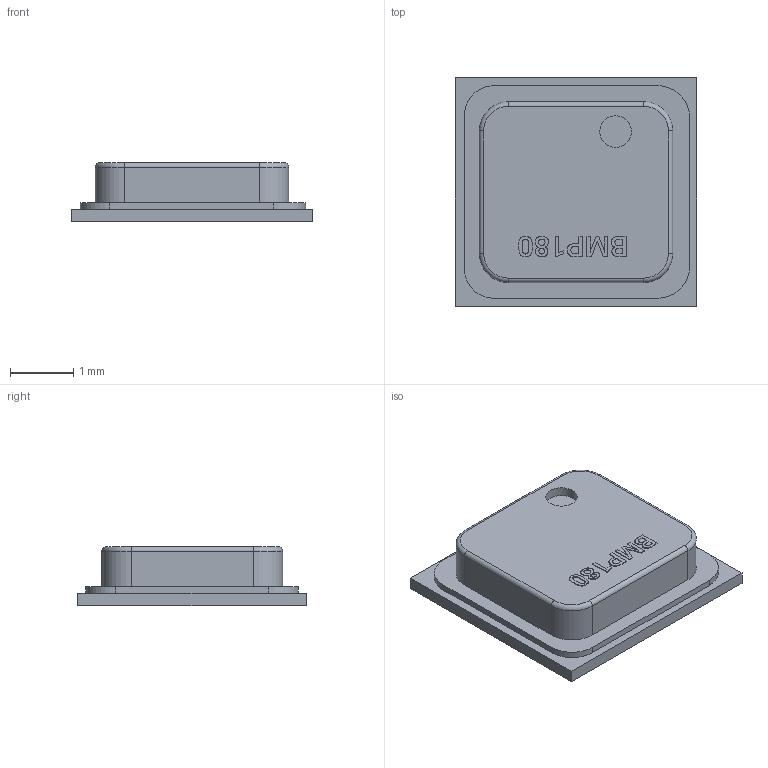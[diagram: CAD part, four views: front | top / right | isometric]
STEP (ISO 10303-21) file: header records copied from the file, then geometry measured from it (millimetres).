
FILE_DESCRIPTION(('FreeCAD Model'),'2;1');
FILE_NAME('BMP180.step', '2017-09-21T19:20:38',('kicad StepUp'),('ksu MCAD'), 'Open CASCADE STEP processor 6.9','FreeCAD','Unknown');
FILE_SCHEMA(('AUTOMOTIVE_DESIGN_CC2 { 1 2 10303 214 -1 1 5 4 }'));
Length unit declared in the file: millimetre
Products named in the file (2): ASSEMBLY; BMP180
Assembly tree (1 placements, depth 2):
  ASSEMBLY
    BMP180
Bounding box: 3.8 x 3.6 x 0.94 mm (x, y, z)
Volume: 9.2 mm3; surface area: 38.6 mm2
Topology: 1 solids, 1 shells, 162 faces, 437 edges, 294 vertices
Faces by surface type: plane 74, extrusion 71, cylinder 13, torus 4
Full cylindrical faces by diameter (mm): 0.5 x1
Entity records: 13289 total; most frequent: CARTESIAN_POINT 8279, ORIENTED_EDGE 874, DIRECTION 590, EDGE_CURVE 437, VECTOR 328, VERTEX_POINT 294, LINE 257, B_SPLINE_CURVE_WITH_KNOTS 213
